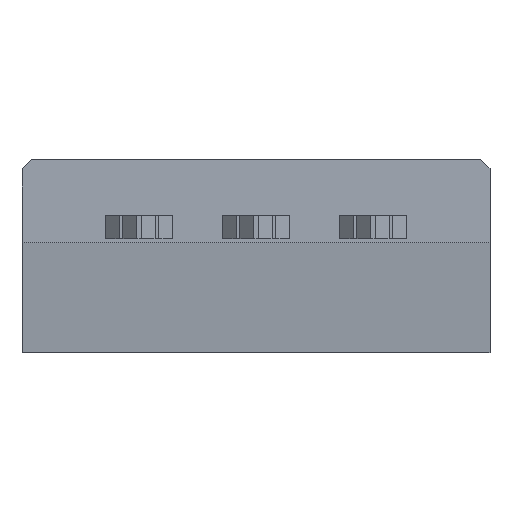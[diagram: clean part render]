
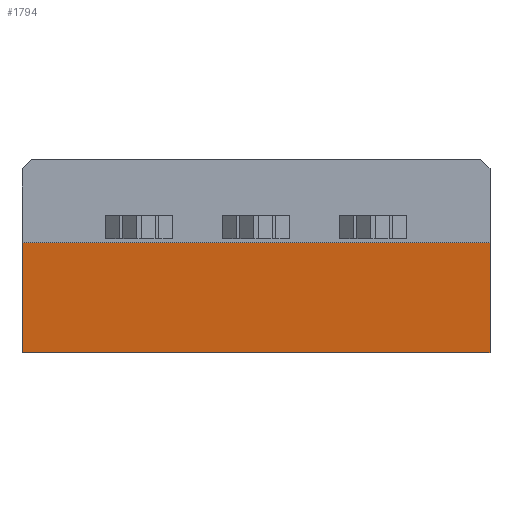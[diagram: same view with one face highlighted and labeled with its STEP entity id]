
A CAD part, front view. The second image highlights one B-rep face of the part: STEP entity #1794.
In plain terms, the highlighted planar face has unit normal (0, -0.994, -0.107).
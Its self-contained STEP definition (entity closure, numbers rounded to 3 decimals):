
#60 = ORIENTED_EDGE ( 'NONE', *, *, #7401, .F. ) ;
#434 = EDGE_CURVE ( 'NONE', #6247, #6966, #6908, .T. ) ;
#527 = CARTESIAN_POINT ( 'NONE',  ( 5.08, 0.258, 0. ) ) ;
#588 = LINE ( 'NONE', #4892, #1636 ) ;
#600 = DIRECTION ( 'NONE',  ( 1., 0., 0. ) ) ;
#897 = VECTOR ( 'NONE', #3014, 1000. ) ;
#1000 = EDGE_CURVE ( 'NONE', #1496, #6247, #2416, .T. ) ;
#1496 = VERTEX_POINT ( 'NONE', #4162 ) ;
#1608 = CARTESIAN_POINT ( 'NONE',  ( -5.08, 0.258, 0. ) ) ;
#1636 = VECTOR ( 'NONE', #4127, 1000. ) ;
#1685 = ORIENTED_EDGE ( 'NONE', *, *, #1000, .F. ) ;
#1794 = ADVANCED_FACE ( 'NONE', ( #6741 ), #5196, .F. ) ;
#2310 = CARTESIAN_POINT ( 'NONE',  ( -5.08, 0.258, 0. ) ) ;
#2416 = LINE ( 'NONE', #6213, #5526 ) ;
#2498 = ORIENTED_EDGE ( 'NONE', *, *, #434, .F. ) ;
#2519 = DIRECTION ( 'NONE',  ( 0., 0.994, 0.107 ) ) ;
#2561 = DIRECTION ( 'NONE',  ( 0., 0.107, -0.994 ) ) ;
#2830 = ORIENTED_EDGE ( 'NONE', *, *, #3702, .T. ) ;
#3014 = DIRECTION ( 'NONE',  ( 0., -0.107, 0.994 ) ) ;
#3131 = EDGE_LOOP ( 'NONE', ( #2830, #2498, #1685, #60 ) ) ;
#3335 = CARTESIAN_POINT ( 'NONE',  ( 5.08, 0., 2.394 ) ) ;
#3403 = VECTOR ( 'NONE', #2561, 1000. ) ;
#3702 = EDGE_CURVE ( 'NONE', #7042, #6966, #588, .T. ) ;
#4127 = DIRECTION ( 'NONE',  ( 1., 0., 0. ) ) ;
#4162 = CARTESIAN_POINT ( 'NONE',  ( -5.08, 0., 2.394 ) ) ;
#4892 = CARTESIAN_POINT ( 'NONE',  ( 0., 0.258, 0. ) ) ;
#4971 = LINE ( 'NONE', #2310, #897 ) ;
#5196 = PLANE ( 'NONE',  #6972 ) ;
#5526 = VECTOR ( 'NONE', #600, 1000. ) ;
#6213 = CARTESIAN_POINT ( 'NONE',  ( 5.08, 0., 2.394 ) ) ;
#6247 = VERTEX_POINT ( 'NONE', #3335 ) ;
#6310 = CARTESIAN_POINT ( 'NONE',  ( 5.08, 0.258, 0. ) ) ;
#6741 = FACE_OUTER_BOUND ( 'NONE', #3131, .T. ) ;
#6908 = LINE ( 'NONE', #6310, #3403 ) ;
#6966 = VERTEX_POINT ( 'NONE', #527 ) ;
#6972 = AXIS2_PLACEMENT_3D ( 'NONE', #7681, #2519, #7106 ) ;
#7042 = VERTEX_POINT ( 'NONE', #1608 ) ;
#7106 = DIRECTION ( 'NONE',  ( 0., -0.107, 0.994 ) ) ;
#7401 = EDGE_CURVE ( 'NONE', #7042, #1496, #4971, .T. ) ;
#7681 = CARTESIAN_POINT ( 'NONE',  ( 5.08, 0.258, 0. ) ) ;
